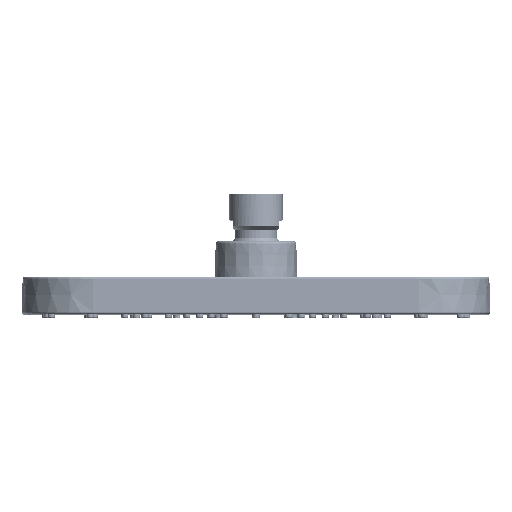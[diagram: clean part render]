
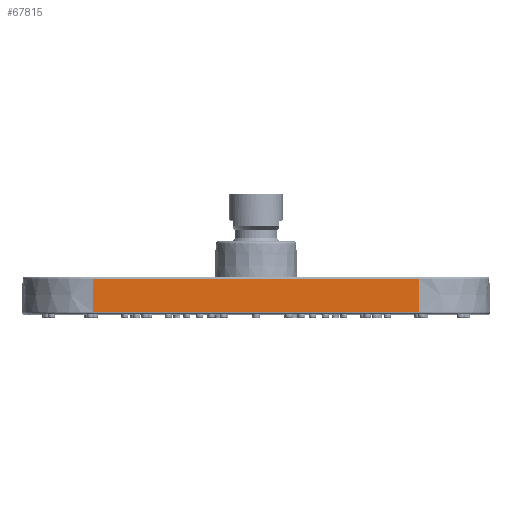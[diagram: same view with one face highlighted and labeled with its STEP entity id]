
A CAD part, top view. The second image highlights one B-rep face of the part: STEP entity #67815.
In plain terms, the highlighted planar face has unit normal (0, 0.018, 1).
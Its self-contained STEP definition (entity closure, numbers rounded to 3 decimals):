
#66548=DIRECTION('',(1.,0.,0.));
#66549=VECTOR('',#66548,139.4);
#66550=CARTESIAN_POINT('',(-69.7,-4.233,99.962));
#66551=LINE('',#66550,#66549);
#66621=DIRECTION('',(0.,1.,-0.017));
#66622=VECTOR('',#66621,14.002);
#66623=CARTESIAN_POINT('',(69.7,-4.233,
99.962));
#66624=LINE('',#66623,#66622);
#66633=DIRECTION('',(0.,-1.,0.017));
#66634=VECTOR('',#66633,14.002);
#66635=CARTESIAN_POINT('',(-69.7,9.767,99.717));
#66636=LINE('',#66635,#66634);
#66710=DIRECTION('',(-1.,0.,0.));
#66711=VECTOR('',#66710,139.4);
#66712=CARTESIAN_POINT('',(69.7,9.767,99.717));
#66713=LINE('',#66712,#66711);
#67577=CARTESIAN_POINT('',(-69.7,9.767,99.717));
#67578=VERTEX_POINT('',#67577);
#67579=CARTESIAN_POINT('',(69.7,9.767,99.717));
#67580=VERTEX_POINT('',#67579);
#67599=CARTESIAN_POINT('',(69.7,-4.233,99.962));
#67600=VERTEX_POINT('',#67599);
#67601=CARTESIAN_POINT('',(-69.7,-4.233,99.962));
#67602=VERTEX_POINT('',#67601);
#67802=CARTESIAN_POINT('',(70.9,10.75,99.7));
#67803=DIRECTION('',(0.,0.017,1.));
#67804=DIRECTION('',(1.,0.,0.));
#67805=AXIS2_PLACEMENT_3D('',#67802,#67803,#67804);
#67806=PLANE('',#67805);
#67807=ORIENTED_EDGE('',*,*,#67684,.F.);
#67809=ORIENTED_EDGE('',*,*,#67808,.F.);
#67811=ORIENTED_EDGE('',*,*,#67810,.F.);
#67812=ORIENTED_EDGE('',*,*,#67794,.F.);
#67813=EDGE_LOOP('',(#67807,#67809,#67811,#67812));
#67814=FACE_OUTER_BOUND('',#67813,.F.);
#67815=ADVANCED_FACE('',(#67814),#67806,.T.);
#67684=EDGE_CURVE('',#67602,#67600,#66551,.T.);
#67794=EDGE_CURVE('',#67600,#67580,#66624,.T.);
#67808=EDGE_CURVE('',#67578,#67602,#66636,.T.);
#67810=EDGE_CURVE('',#67580,#67578,#66713,.T.);
